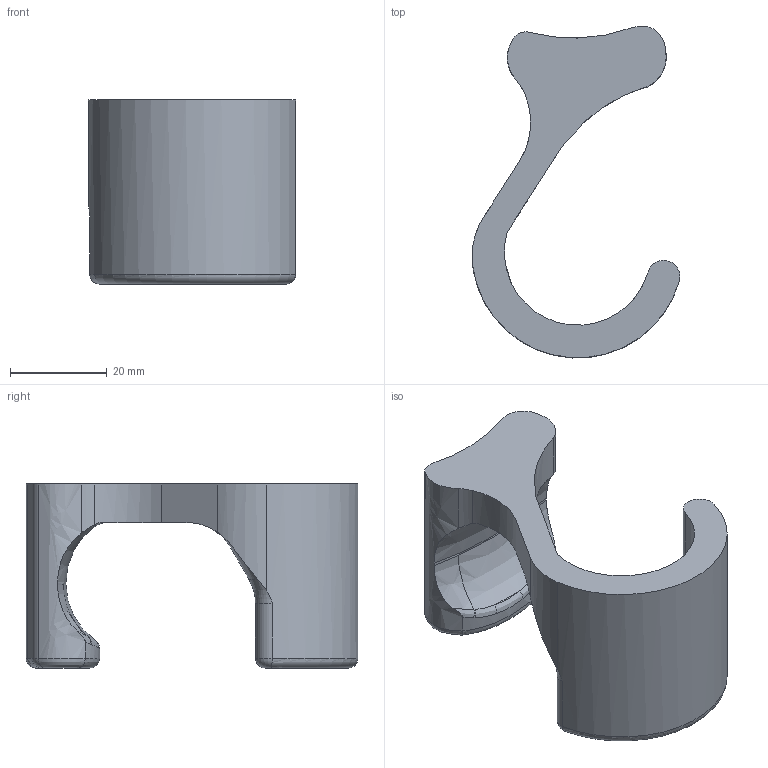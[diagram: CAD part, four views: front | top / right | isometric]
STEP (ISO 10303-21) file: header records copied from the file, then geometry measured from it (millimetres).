
FILE_DESCRIPTION(('STEP AP214'), '1');
FILE_NAME('âåøàëêà', '', ('UNSPECIFIED'), ('UNSPECIFIED'), 'C3D Converter', 'C3D Toolkit', '');
FILE_SCHEMA(('AUTOMOTIVE_DESIGN { 1 0 10303 214 3 1 1}'));
Length unit declared in the file: millimetre
Bounding box: 42.91 x 68.5 x 38 mm (x, y, z)
Volume: 27862.4 mm3; surface area: 10055.2 mm2
Topology: 1 solids, 1 shells, 51 faces, 129 edges, 80 vertices
Faces by surface type: bspline 19, cylinder 9, extrusion 8, torus 8, plane 6, cone 1
Entity records: 4154 total; most frequent: CARTESIAN_POINT 3098, ORIENTED_EDGE 258, DIRECTION 144, EDGE_CURVE 129, VERTEX_POINT 80, B_SPLINE_CURVE_WITH_KNOTS 65, AXIS2_PLACEMENT_3D 55, ADVANCED_FACE 51
